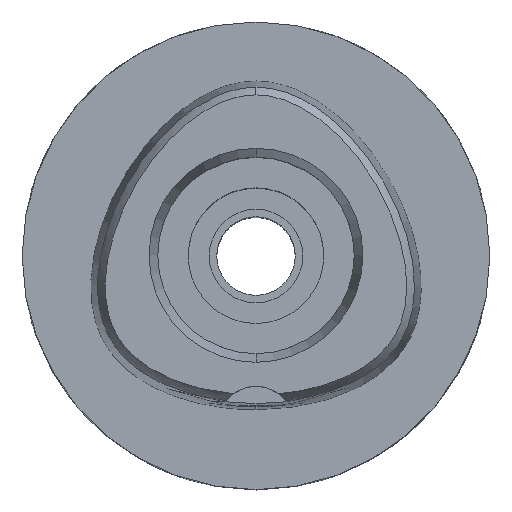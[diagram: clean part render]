
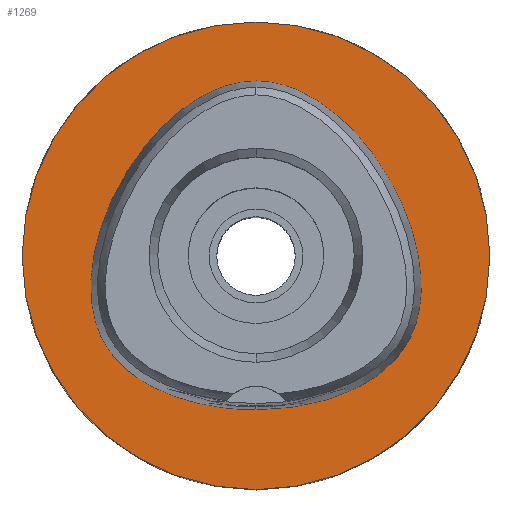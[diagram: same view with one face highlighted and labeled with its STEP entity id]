
A CAD part, top view. The second image highlights one B-rep face of the part: STEP entity #1269.
In plain terms, the highlighted planar face has unit normal (0, 0, 1).
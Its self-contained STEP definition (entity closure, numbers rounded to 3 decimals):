
#33 = CARTESIAN_POINT ( 'NONE',  ( -17.165, -7.166, 0. ) ) ;
#292 = EDGE_CURVE ( 'NONE', #1874, #2364, #2913, .T. ) ;
#306 = DIRECTION ( 'NONE',  ( 0., -1., 0. ) ) ;
#422 = B_SPLINE_CURVE_WITH_KNOTS ( 'NONE', 3,
 ( #3407, #2302, #874, #3831, #4608, #3855, #4548, #1165, #4290, #4655, #1222, #33, #489, #1195, #2709, #2656, #2021, #3807, #464, #4182, #4208, #435 ),
 .UNSPECIFIED., .F., .F.,
 ( 4, 1, 1, 1, 1, 1, 1, 1, 1, 1, 1, 1, 1, 1, 1, 1, 1, 1, 1, 4 ),
 ( 0., 0.042, 0.083, 0.167, 0.25, 0.333, 0.417, 0.5, 0.542, 0.583, 0.625, 0.646, 0.667, 0.688, 0.708, 0.75, 0.792, 0.833, 0.917, 1. ),
 .UNSPECIFIED. ) ;
#435 = CARTESIAN_POINT ( 'NONE',  ( 0., -16.455, 0. ) ) ;
#464 = CARTESIAN_POINT ( 'NONE',  ( -8.947, -15.039, 0. ) ) ;
#489 = CARTESIAN_POINT ( 'NONE',  ( -16.669, -8.446, 0. ) ) ;
#561 = ORIENTED_EDGE ( 'NONE', *, *, #2208, .F. ) ;
#635 = PLANE ( 'NONE',  #1049 ) ;
#675 = CARTESIAN_POINT ( 'NONE',  ( 16.517, 3.703, 0. ) ) ;
#688 = CARTESIAN_POINT ( 'NONE',  ( 0., 0., 0. ) ) ;
#829 = DIRECTION ( 'NONE',  ( 0., -1., 0. ) ) ;
#874 = CARTESIAN_POINT ( 'NONE',  ( -2.041, 18.55, 0. ) ) ;
#951 = CARTESIAN_POINT ( 'NONE',  ( 0.68, 18.695, 0. ) ) ;
#997 = CARTESIAN_POINT ( 'NONE',  ( 5.051, -16.156, 0. ) ) ;
#1023 = CARTESIAN_POINT ( 'NONE',  ( 7.968, 15.831, 0. ) ) ;
#1049 = AXIS2_PLACEMENT_3D ( 'NONE', #688, #3700, #306 ) ;
#1056 = CARTESIAN_POINT ( 'NONE',  ( 14.38, 8.302, 0. ) ) ;
#1084 = CARTESIAN_POINT ( 'NONE',  ( 0., 25., 0. ) ) ;
#1165 = CARTESIAN_POINT ( 'NONE',  ( -16.517, 3.703, 0. ) ) ;
#1195 = CARTESIAN_POINT ( 'NONE',  ( -16.206, -9.357, 0. ) ) ;
#1222 = CARTESIAN_POINT ( 'NONE',  ( -17.564, -5.456, 0. ) ) ;
#1269 = ADVANCED_FACE ( 'NONE', ( #2202, #4079 ), #635, .F. ) ;
#1347 = CARTESIAN_POINT ( 'NONE',  ( 16.206, -9.357, 0. ) ) ;
#1417 = EDGE_CURVE ( 'NONE', #4449, #1586, #3887, .T. ) ;
#1586 = VERTEX_POINT ( 'NONE', #4696 ) ;
#1755 = CARTESIAN_POINT ( 'NONE',  ( 11.687, -13.704, 0. ) ) ;
#1874 = VERTEX_POINT ( 'NONE', #3865 ) ;
#1995 = AXIS2_PLACEMENT_3D ( 'NONE', #3515, #4591, #829 ) ;
#2021 = CARTESIAN_POINT ( 'NONE',  ( -13.507, -12.483, 0. ) ) ;
#2112 = CARTESIAN_POINT ( 'NONE',  ( 8.947, -15.039, 0. ) ) ;
#2188 = CARTESIAN_POINT ( 'NONE',  ( 14.788, -11.282, 0. ) ) ;
#2202 = FACE_OUTER_BOUND ( 'NONE', #2846, .T. ) ;
#2208 = EDGE_CURVE ( 'NONE', #2364, #1874, #422, .T. ) ;
#2229 = CARTESIAN_POINT ( 'NONE',  ( 0., 18.695, 0. ) ) ;
#2302 = CARTESIAN_POINT ( 'NONE',  ( -0.68, 18.695, 0. ) ) ;
#2364 = VERTEX_POINT ( 'NONE', #2229 ) ;
#2454 = AXIS2_PLACEMENT_3D ( 'NONE', #2858, #4040, #3258 ) ;
#2490 = CARTESIAN_POINT ( 'NONE',  ( 2.041, 18.55, 0. ) ) ;
#2543 = CARTESIAN_POINT ( 'NONE',  ( 1.684, -16.455, 0. ) ) ;
#2656 = CARTESIAN_POINT ( 'NONE',  ( -14.788, -11.282, 0. ) ) ;
#2709 = CARTESIAN_POINT ( 'NONE',  ( -15.649, -10.213, 0. ) ) ;
#2812 = CARTESIAN_POINT ( 'NONE',  ( 4.729, 17.735, 0. ) ) ;
#2846 = EDGE_LOOP ( 'NONE', ( #4675, #3689 ) ) ;
#2858 = CARTESIAN_POINT ( 'NONE',  ( 0., 0., 0. ) ) ;
#2862 = CARTESIAN_POINT ( 'NONE',  ( 17.711, -3.269, 0. ) ) ;
#2889 = CARTESIAN_POINT ( 'NONE',  ( 17.498, -0.229, 0. ) ) ;
#2913 = B_SPLINE_CURVE_WITH_KNOTS ( 'NONE', 3,
 ( #4391, #2543, #997, #2112, #1755, #4371, #2188, #3237, #1347, #3686, #4043, #3636, #2862, #2889, #675, #1056, #4414, #1023, #2812, #2490, #951, #4010 ),
 .UNSPECIFIED., .F., .F.,
 ( 4, 1, 1, 1, 1, 1, 1, 1, 1, 1, 1, 1, 1, 1, 1, 1, 1, 1, 1, 4 ),
 ( 0., 0.083, 0.167, 0.208, 0.25, 0.292, 0.312, 0.333, 0.354, 0.375, 0.417, 0.458, 0.5, 0.583, 0.667, 0.75, 0.833, 0.917, 0.958, 1. ),
 .UNSPECIFIED. ) ;
#2958 = ORIENTED_EDGE ( 'NONE', *, *, #292, .F. ) ;
#3237 = CARTESIAN_POINT ( 'NONE',  ( 15.649, -10.213, 0. ) ) ;
#3258 = DIRECTION ( 'NONE',  ( 0., 1., 0. ) ) ;
#3407 = CARTESIAN_POINT ( 'NONE',  ( 0., 18.695, 0. ) ) ;
#3515 = CARTESIAN_POINT ( 'NONE',  ( 0., 0., 0. ) ) ;
#3636 = CARTESIAN_POINT ( 'NONE',  ( 17.564, -5.456, 0. ) ) ;
#3670 = EDGE_LOOP ( 'NONE', ( #561, #2958 ) ) ;
#3686 = CARTESIAN_POINT ( 'NONE',  ( 16.669, -8.446, 0. ) ) ;
#3689 = ORIENTED_EDGE ( 'NONE', *, *, #4753, .F. ) ;
#3700 = DIRECTION ( 'NONE',  ( 0., 0., -1. ) ) ;
#3710 = CIRCLE ( 'NONE', #1995, 25. ) ;
#3807 = CARTESIAN_POINT ( 'NONE',  ( -11.687, -13.704, 0. ) ) ;
#3831 = CARTESIAN_POINT ( 'NONE',  ( -4.729, 17.735, 0. ) ) ;
#3855 = CARTESIAN_POINT ( 'NONE',  ( -11.466, 12.452, 0. ) ) ;
#3865 = CARTESIAN_POINT ( 'NONE',  ( 0., -16.455, 0. ) ) ;
#3887 = CIRCLE ( 'NONE', #2454, 25. ) ;
#4010 = CARTESIAN_POINT ( 'NONE',  ( 0., 18.695, 0. ) ) ;
#4040 = DIRECTION ( 'NONE',  ( 0., 0., -1. ) ) ;
#4043 = CARTESIAN_POINT ( 'NONE',  ( 17.165, -7.166, 0. ) ) ;
#4079 = FACE_BOUND ( 'NONE', #3670, .T. ) ;
#4182 = CARTESIAN_POINT ( 'NONE',  ( -5.051, -16.156, 0. ) ) ;
#4208 = CARTESIAN_POINT ( 'NONE',  ( -1.684, -16.455, 0. ) ) ;
#4290 = CARTESIAN_POINT ( 'NONE',  ( -17.498, -0.229, 0. ) ) ;
#4371 = CARTESIAN_POINT ( 'NONE',  ( 13.507, -12.483, 0. ) ) ;
#4391 = CARTESIAN_POINT ( 'NONE',  ( 0., -16.455, 0. ) ) ;
#4414 = CARTESIAN_POINT ( 'NONE',  ( 11.466, 12.452, 0. ) ) ;
#4449 = VERTEX_POINT ( 'NONE', #1084 ) ;
#4548 = CARTESIAN_POINT ( 'NONE',  ( -14.38, 8.302, 0. ) ) ;
#4591 = DIRECTION ( 'NONE',  ( 0., 0., -1. ) ) ;
#4608 = CARTESIAN_POINT ( 'NONE',  ( -7.968, 15.831, 0. ) ) ;
#4655 = CARTESIAN_POINT ( 'NONE',  ( -17.711, -3.269, 0. ) ) ;
#4675 = ORIENTED_EDGE ( 'NONE', *, *, #1417, .F. ) ;
#4696 = CARTESIAN_POINT ( 'NONE',  ( 0., -25., 0. ) ) ;
#4753 = EDGE_CURVE ( 'NONE', #1586, #4449, #3710, .T. ) ;
